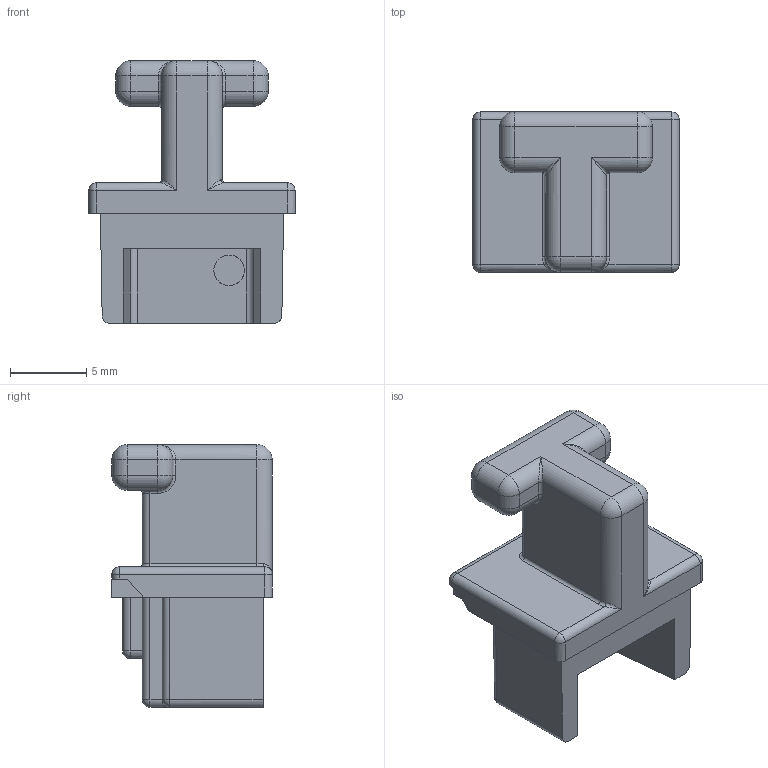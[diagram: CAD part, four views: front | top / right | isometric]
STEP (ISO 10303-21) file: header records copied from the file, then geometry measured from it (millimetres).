
FILE_DESCRIPTION(('CATIA V5 STEP Exchange','CAx-IF Rec.Pracs.--- Model Styling and Organization---1.4--- 2014-01-23'),'2;1');
FILE_NAME ('032642-2_0', '2023-01-27T10:56:42+00:00', ('none'), ('Weidmueller'), 'CATIA Version 5-6 Release 2016 SP3 HF44', 'CATIA V5 STEP AP214', 'none');
FILE_SCHEMA(('AUTOMOTIVE_DESIGN { 1 0 10303 214 1 1 1 1 }'));
Length unit declared in the file: millimetre
Products named in the file (1): 8813490000
Bounding box: 13.5 x 10.5 x 17.2 mm (x, y, z)
Volume: 1051.4 mm3; surface area: 959 mm2
Topology: 1 solids, 1 shells, 133 faces, 322 edges, 170 vertices
Faces by surface type: cylinder 60, plane 41, sphere 20, torus 8, bspline 4
Entity records: 3774 total; most frequent: CARTESIAN_POINT 934, ORIENTED_EDGE 596, DIRECTION 523, EDGE_CURVE 298, AXIS2_PLACEMENT_3D 227, VERTEX_POINT 170, VECTOR 168, LINE 168
